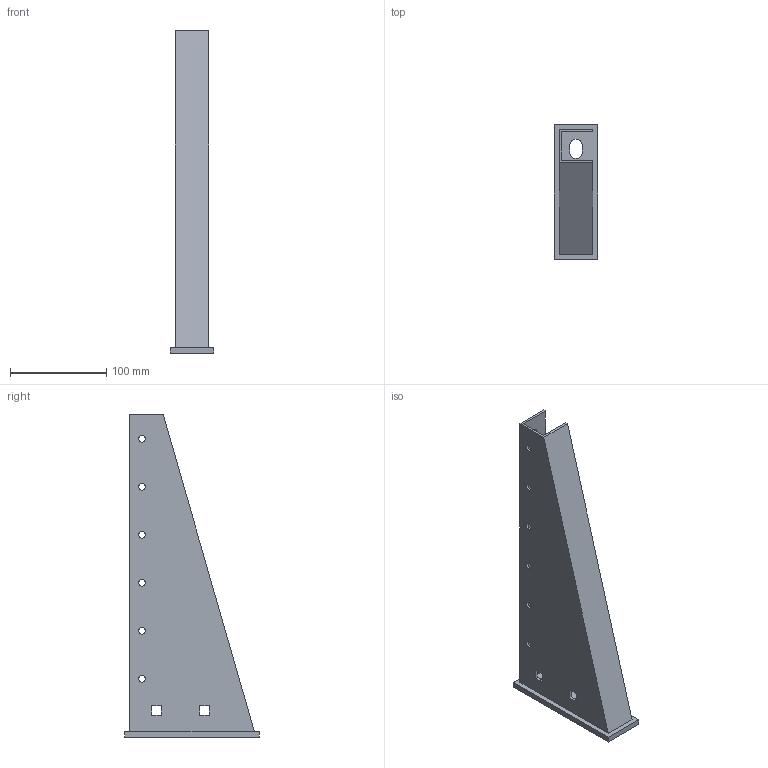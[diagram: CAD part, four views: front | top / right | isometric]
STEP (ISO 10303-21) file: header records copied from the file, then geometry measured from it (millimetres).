
FILE_DESCRIPTION (( 'STEP AP214' ), '1' );
FILE_NAME ('岓臍 192.11.00-01.STEP', '2023-06-15T12:00:54', ( '' ), ( '' ), 'SwSTEP 2.0', 'SolidWorks 2022', '' );
FILE_SCHEMA (( 'AUTOMOTIVE_DESIGN' ));
Length unit declared in the file: millimetre
Products named in the file (1): КИВА 192.11.00-01
Bounding box: 45 x 140 x 336 mm (x, y, z)
Volume: 151831.9 mm3; surface area: 112053.4 mm2
Topology: 1 solids, 1 shells, 68 faces, 195 edges, 130 vertices
Faces by surface type: plane 37, cylinder 31
Entity records: 2335 total; most frequent: DIRECTION 395, CARTESIAN_POINT 394, ORIENTED_EDGE 390, EDGE_CURVE 195, LINE 133, VECTOR 133, AXIS2_PLACEMENT_3D 131, VERTEX_POINT 130
